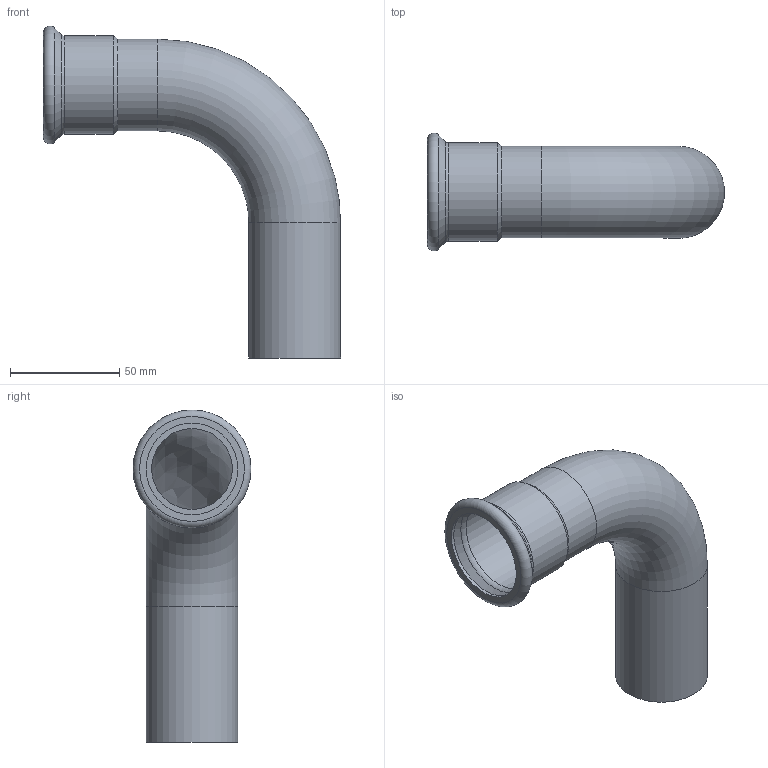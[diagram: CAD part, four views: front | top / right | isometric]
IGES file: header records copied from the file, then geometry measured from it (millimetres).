
Global section: file name: No Iges File Name specified; native system: Autodesk Inventor 2012; preprocessor: AutoDesk Inventor Iges Exporter R2012; author: aporro; date: 20130603.172244; units: millimetre
Bounding box: 136 x 54 x 152 mm (x, y, z)
Volume: 42916.5 mm3; surface area: 57521.8 mm2
Topology: 1 solids, 1 shells, 22 faces, 44 edges, 27 vertices
Faces by surface type: revolution 9, plane 5, cylinder 3, torus 3, cone 2
Full cylindrical faces by diameter (mm): 42 x2, 45 x1
